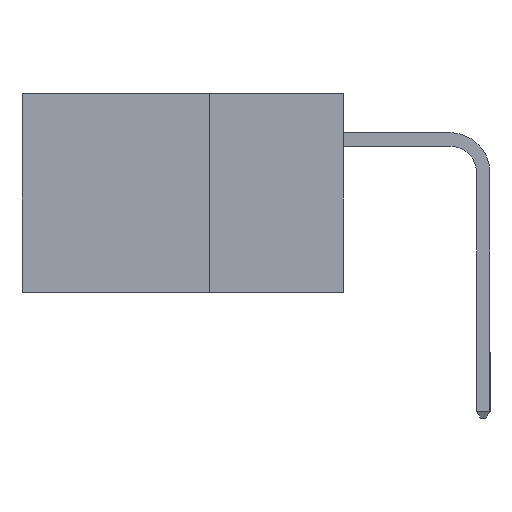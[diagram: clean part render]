
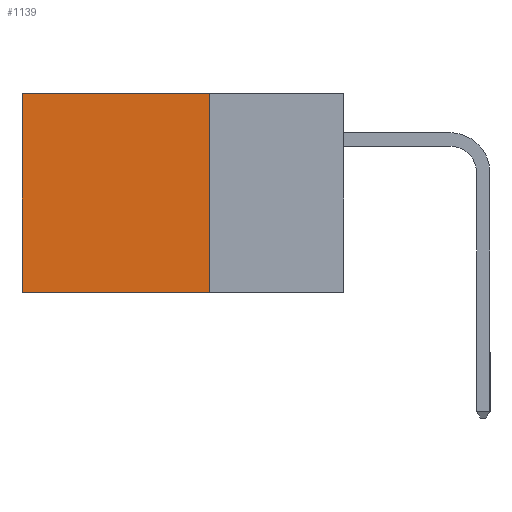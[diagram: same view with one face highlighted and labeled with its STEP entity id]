
A CAD part, left-side view. The second image highlights one B-rep face of the part: STEP entity #1139.
In plain terms, the highlighted planar face has unit normal (-1, 0, 0).
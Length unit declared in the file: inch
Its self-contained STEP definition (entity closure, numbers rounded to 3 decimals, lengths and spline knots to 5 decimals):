
#83 = VECTOR ( 'NONE', #5694, 39.37008 ) ;
#315 = CARTESIAN_POINT ( 'NONE',  ( 0.2615, 0.6, -0.37 ) ) ;
#486 = DIRECTION ( 'NONE',  ( 0., 0., -1. ) ) ;
#1139 = ADVANCED_FACE ( 'NONE', ( #6815 ), #10114, .F. ) ;
#1187 = CARTESIAN_POINT ( 'NONE',  ( 0.2615, 0.25, 0. ) ) ;
#2525 = VERTEX_POINT ( 'NONE', #315 ) ;
#3136 = ORIENTED_EDGE ( 'NONE', *, *, #18908, .F. ) ;
#3473 = CARTESIAN_POINT ( 'NONE',  ( 0.2615, 0.25, -0.37 ) ) ;
#3590 = DIRECTION ( 'NONE',  ( 0., 1., 0. ) ) ;
#4006 = ORIENTED_EDGE ( 'NONE', *, *, #10060, .F. ) ;
#5275 = CARTESIAN_POINT ( 'NONE',  ( 0.2615, 0.6, -0.37 ) ) ;
#5602 = CARTESIAN_POINT ( 'NONE',  ( 0.2615, 0.25, -0.37 ) ) ;
#5694 = DIRECTION ( 'NONE',  ( 0., 0., -1. ) ) ;
#5954 = VERTEX_POINT ( 'NONE', #13834 ) ;
#6518 = DIRECTION ( 'NONE',  ( 0., 1., 0. ) ) ;
#6815 = FACE_OUTER_BOUND ( 'NONE', #8731, .T. ) ;
#8731 = EDGE_LOOP ( 'NONE', ( #16959, #3136, #4006, #15765 ) ) ;
#9002 = LINE ( 'NONE', #5275, #83 ) ;
#10060 = EDGE_CURVE ( 'NONE', #14366, #16956, #17332, .T. ) ;
#10114 = PLANE ( 'NONE',  #10684 ) ;
#10684 = AXIS2_PLACEMENT_3D ( 'NONE', #16548, #16869, #11906 ) ;
#11454 = CARTESIAN_POINT ( 'NONE',  ( 0.2615, 0.25, 0. ) ) ;
#11906 = DIRECTION ( 'NONE',  ( 0., 0., -1. ) ) ;
#13052 = EDGE_CURVE ( 'NONE', #14366, #5954, #21262, .T. ) ;
#13834 = CARTESIAN_POINT ( 'NONE',  ( 0.2615, 0.6, 0. ) ) ;
#13835 = CARTESIAN_POINT ( 'NONE',  ( 0.2615, 0.25, -0.37 ) ) ;
#14366 = VERTEX_POINT ( 'NONE', #11454 ) ;
#15480 = VECTOR ( 'NONE', #6518, 39.37008 ) ;
#15765 = ORIENTED_EDGE ( 'NONE', *, *, #13052, .T. ) ;
#16168 = VECTOR ( 'NONE', #486, 39.37008 ) ;
#16548 = CARTESIAN_POINT ( 'NONE',  ( 0.2615, 0.25, -0.37 ) ) ;
#16869 = DIRECTION ( 'NONE',  ( 1., 0., 0. ) ) ;
#16956 = VERTEX_POINT ( 'NONE', #13835 ) ;
#16959 = ORIENTED_EDGE ( 'NONE', *, *, #20387, .T. ) ;
#17332 = LINE ( 'NONE', #5602, #16168 ) ;
#18908 = EDGE_CURVE ( 'NONE', #16956, #2525, #21861, .T. ) ;
#19501 = VECTOR ( 'NONE', #3590, 39.37008 ) ;
#20387 = EDGE_CURVE ( 'NONE', #5954, #2525, #9002, .T. ) ;
#21262 = LINE ( 'NONE', #1187, #15480 ) ;
#21861 = LINE ( 'NONE', #3473, #19501 ) ;
